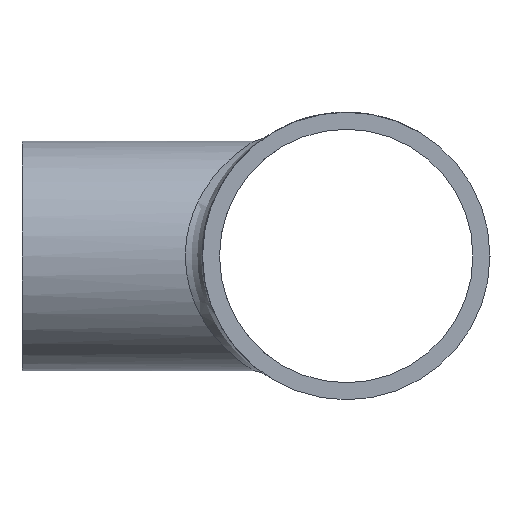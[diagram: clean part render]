
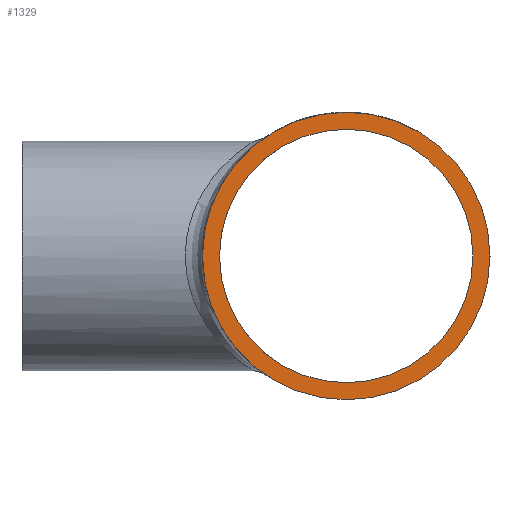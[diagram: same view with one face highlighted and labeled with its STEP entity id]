
A CAD part, left-side view. The second image highlights one B-rep face of the part: STEP entity #1329.
In plain terms, the highlighted planar face has unit normal (-1, 0, 0).
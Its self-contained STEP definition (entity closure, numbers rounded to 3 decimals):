
#1329 = ADVANCED_FACE ( 'NONE', ( #15622, #9446 ), #12064, .T. ) ;
#1883 = DIRECTION ( 'NONE',  ( 0., 0., 1. ) ) ;
#2022 = VERTEX_POINT ( 'NONE', #5523 ) ;
#2151 = CARTESIAN_POINT ( 'NONE',  ( -38., 0., 0. ) ) ;
#2718 = CARTESIAN_POINT ( 'NONE',  ( -38., 0., 14.85 ) ) ;
#3233 = EDGE_CURVE ( 'NONE', #5634, #5634, #7490, .T. ) ;
#4392 = AXIS2_PLACEMENT_3D ( 'NONE', #5580, #13364, #1883 ) ;
#4627 = DIRECTION ( 'NONE',  ( -1., 0., 0. ) ) ;
#5470 = EDGE_LOOP ( 'NONE', ( #16038 ) ) ;
#5523 = CARTESIAN_POINT ( 'NONE',  ( -38., 0., 16.85 ) ) ;
#5580 = CARTESIAN_POINT ( 'NONE',  ( -38., 0., 0. ) ) ;
#5634 = VERTEX_POINT ( 'NONE', #2718 ) ;
#6290 = AXIS2_PLACEMENT_3D ( 'NONE', #2151, #4627, #12402 ) ;
#7490 = CIRCLE ( 'NONE', #4392, 14.85 ) ;
#7797 = EDGE_CURVE ( 'NONE', #2022, #2022, #8724, .T. ) ;
#8393 = DIRECTION ( 'NONE',  ( -1., 0., 0. ) ) ;
#8724 = CIRCLE ( 'NONE', #12024, 16.85 ) ;
#9446 = FACE_OUTER_BOUND ( 'NONE', #5470, .T. ) ;
#9744 = ORIENTED_EDGE ( 'NONE', *, *, #3233, .F. ) ;
#9816 = CARTESIAN_POINT ( 'NONE',  ( -38., 0., 0. ) ) ;
#11079 = DIRECTION ( 'NONE',  ( 0., 0., 1. ) ) ;
#12024 = AXIS2_PLACEMENT_3D ( 'NONE', #9816, #8393, #11079 ) ;
#12064 = PLANE ( 'NONE',  #6290 ) ;
#12126 = EDGE_LOOP ( 'NONE', ( #9744 ) ) ;
#12402 = DIRECTION ( 'NONE',  ( 0., 0., 1. ) ) ;
#13364 = DIRECTION ( 'NONE',  ( -1., 0., 0. ) ) ;
#15622 = FACE_BOUND ( 'NONE', #12126, .T. ) ;
#16038 = ORIENTED_EDGE ( 'NONE', *, *, #7797, .T. ) ;
